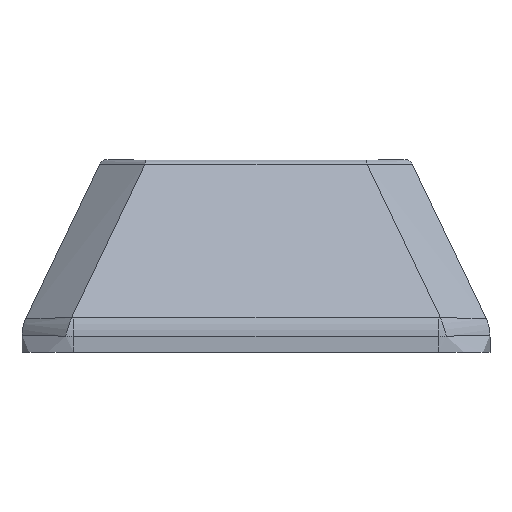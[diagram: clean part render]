
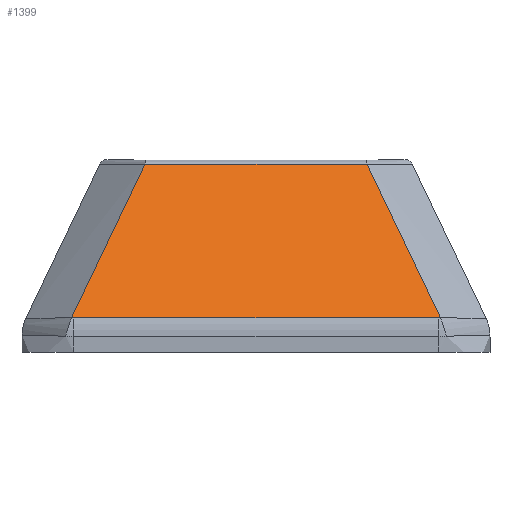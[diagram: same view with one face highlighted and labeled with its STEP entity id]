
A CAD part, front view. The second image highlights one B-rep face of the part: STEP entity #1399.
In plain terms, the highlighted planar face has unit normal (0, -0.877, 0.48).
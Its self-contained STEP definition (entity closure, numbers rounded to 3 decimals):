
#107=PLANE('',#1499);
#158=LINE('',#2911,#218);
#218=VECTOR('',#1658,10.);
#254=ELLIPSE('',#1493,1.042,0.5);
#257=ELLIPSE('',#1498,1.042,0.5);
#296=FACE_OUTER_BOUND('',#378,.T.);
#378=EDGE_LOOP('',(#1130,#1131,#1132,#1133,#1134,#1135));
#502=B_SPLINE_CURVE_WITH_KNOTS('',3,(#2982,#2983,#2984,#2985),
 .UNSPECIFIED.,.F.,.F.,(4,4),(-0.778,-0.042),
 .UNSPECIFIED.);
#504=B_SPLINE_CURVE_WITH_KNOTS('',3,(#2993,#2994,#2995,#2996),
 .UNSPECIFIED.,.F.,.F.,(4,4),(0.042,0.778),
 .UNSPECIFIED.);
#505=B_SPLINE_CURVE_WITH_KNOTS('',3,(#2997,#2998,#2999,#3000),
 .UNSPECIFIED.,.F.,.F.,(4,4),(-0.865,0.),.UNSPECIFIED.);
#618=VERTEX_POINT('',#2496);
#643=VERTEX_POINT('',#2872);
#645=VERTEX_POINT('',#2903);
#647=VERTEX_POINT('',#2909);
#650=VERTEX_POINT('',#2981);
#651=VERTEX_POINT('',#2992);
#823=EDGE_CURVE('',#645,#643,#254,.T.);
#826=EDGE_CURVE('',#647,#645,#158,.T.);
#829=EDGE_CURVE('',#618,#647,#257,.T.);
#833=EDGE_CURVE('',#643,#650,#502,.T.);
#835=EDGE_CURVE('',#651,#618,#504,.T.);
#836=EDGE_CURVE('',#650,#651,#505,.T.);
#1130=ORIENTED_EDGE('',*,*,#823,.F.);
#1131=ORIENTED_EDGE('',*,*,#826,.F.);
#1132=ORIENTED_EDGE('',*,*,#829,.F.);
#1133=ORIENTED_EDGE('',*,*,#835,.F.);
#1134=ORIENTED_EDGE('',*,*,#836,.F.);
#1135=ORIENTED_EDGE('',*,*,#833,.F.);
#1399=ADVANCED_FACE('',(#296),#107,.T.);
#1493=AXIS2_PLACEMENT_3D('',#2905,#1650,#1651);
#1498=AXIS2_PLACEMENT_3D('',#2930,#1662,#1663);
#1499=AXIS2_PLACEMENT_3D('',#2991,#1664,#1665);
#1650=DIRECTION('center_axis',(0.,0.877,-0.48));
#1651=DIRECTION('ref_axis',(0.,-0.48,-0.877));
#1658=DIRECTION('',(-1.,0.,0.));
#1662=DIRECTION('center_axis',(0.,0.877,-0.48));
#1663=DIRECTION('ref_axis',(0.,-0.48,-0.877));
#1664=DIRECTION('center_axis',(0.,-0.877,
0.48));
#1665=DIRECTION('ref_axis',(0.,-0.48,-0.877));
#2496=CARTESIAN_POINT('',(7.157,-8.891,0.347));
#2872=CARTESIAN_POINT('',(-7.157,-8.891,0.347));
#2903=CARTESIAN_POINT('',(-7.08,-8.897,0.336));
#2905=CARTESIAN_POINT('Origin',(-7.08,-8.397,1.251));
#2909=CARTESIAN_POINT('',(7.081,-8.897,0.336));
#2911=CARTESIAN_POINT('',(7.525,-8.897,0.336));
#2930=CARTESIAN_POINT('Origin',(7.081,-8.397,1.251));
#2981=CARTESIAN_POINT('',(-4.311,-5.632,6.306));
#2982=CARTESIAN_POINT('Ctrl Pts',(-7.157,-8.891,0.347));
#2983=CARTESIAN_POINT('Ctrl Pts',(-6.213,-7.804,2.335));
#2984=CARTESIAN_POINT('Ctrl Pts',(-5.266,-6.717,4.322));
#2985=CARTESIAN_POINT('Ctrl Pts',(-4.311,-5.632,6.306));
#2991=CARTESIAN_POINT('Origin',(5.969,-5.402,6.727));
#2992=CARTESIAN_POINT('',(4.311,-5.632,6.306));
#2993=CARTESIAN_POINT('Ctrl Pts',(4.311,-5.632,6.306));
#2994=CARTESIAN_POINT('Ctrl Pts',(5.266,-6.717,4.322));
#2995=CARTESIAN_POINT('Ctrl Pts',(6.213,-7.804,2.335));
#2996=CARTESIAN_POINT('Ctrl Pts',(7.157,-8.891,0.347));
#2997=CARTESIAN_POINT('Ctrl Pts',(-4.311,-5.632,6.306));
#2998=CARTESIAN_POINT('Ctrl Pts',(-1.455,-5.82,5.963));
#2999=CARTESIAN_POINT('Ctrl Pts',(1.455,-5.82,5.963));
#3000=CARTESIAN_POINT('Ctrl Pts',(4.311,-5.632,6.306));
